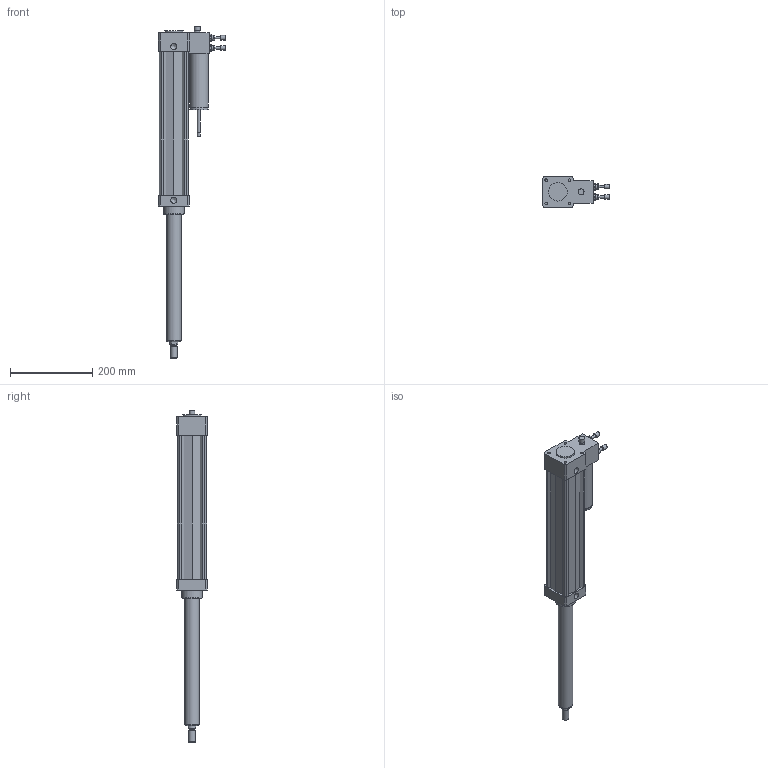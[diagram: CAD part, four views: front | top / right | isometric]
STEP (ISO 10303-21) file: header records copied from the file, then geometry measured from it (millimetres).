
FILE_DESCRIPTION((''),'2;1');
FILE_NAME('14630300D.0.0.stp','2008-04-23T17:55:27',('airolcr1'),(''),'Autodesk Inventor 2008','Autodesk Inventor 2008','');
FILE_SCHEMA(('AUTOMOTIVE_DESIGN { 1 0 10303 214 1 1 1 1 }'));
Length unit declared in the file: millimetre
Products named in the file (5): 14630300D.0.0; STELO Ø63 C 300; REGOLATORE DR IN; REGOLATORE DR OUT
Assembly tree (4 placements, depth 2):
  14630300D.0.0
    14630300D.0.0
    STELO Ø63 C 300
    REGOLATORE DR IN
    REGOLATORE DR OUT
Bounding box: 163 x 75 x 806 mm (x, y, z)
Volume: 2637477 mm3; surface area: 224468.2 mm2
Topology: 4 solids, 4 shells, 188 faces, 434 edges, 285 vertices
Faces by surface type: plane 99, cylinder 55, bspline 26, cone 7, torus 1
Full cylindrical faces by diameter (mm): 2 x2, 6 x2, 8 x2, 11 x2, 12 x2, 13 x1, 14 x1, 14.5 x1, 16 x1, 20 x1, 34.7 x1, 35 x2, 41 x1, 45 x3, 50 x1
Entity records: 5454 total; most frequent: CARTESIAN_POINT 1153, DIRECTION 862, ORIENTED_EDGE 756, EDGE_CURVE 378, AXIS2_PLACEMENT_3D 313, VERTEX_POINT 276, EDGE_LOOP 266, VECTOR 236
